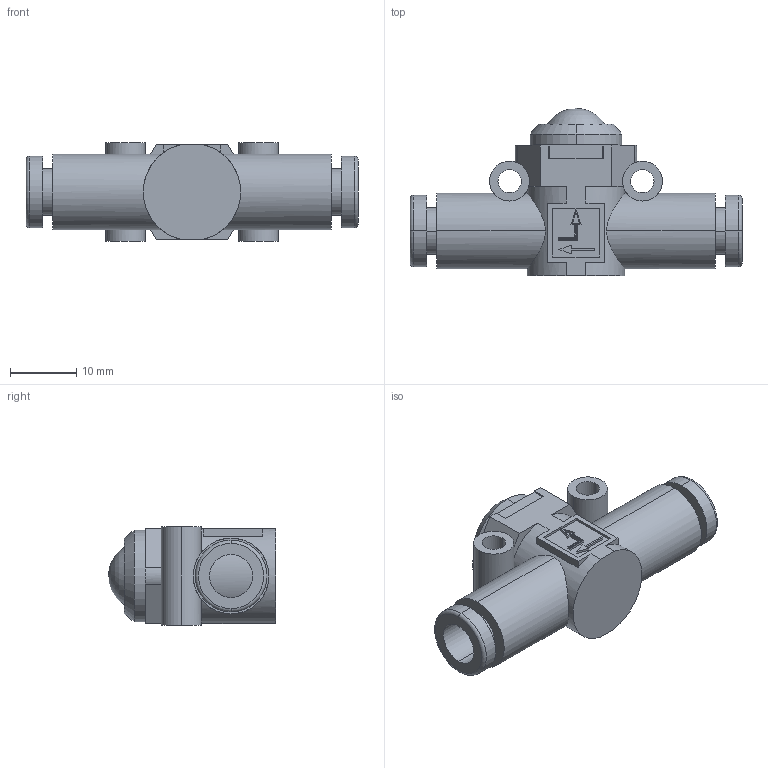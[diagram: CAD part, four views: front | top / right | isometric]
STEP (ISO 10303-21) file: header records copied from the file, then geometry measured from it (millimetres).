
FILE_DESCRIPTION (( 'STEP AP203' ), '1' );
FILE_NAME ('QEU14-S.step', '2016-02-15T19:54:51', ( '' ), ( '' ), 'SwSTEP 2.0', 'SolidWorks 2015', '' );
FILE_SCHEMA (( 'CONFIG_CONTROL_DESIGN' ));
Length unit declared in the file: millimetre
Products named in the file (1): QEU14-S
Bounding box: 50 x 25.18 x 14.8 mm (x, y, z)
Volume: 6618.8 mm3; surface area: 5400.1 mm2
Topology: 3 solids, 3 shells, 129 faces, 328 edges, 218 vertices
Faces by surface type: plane 82, cylinder 38, torus 6, cone 2, sphere 1
Entity records: 4422 total; most frequent: CARTESIAN_POINT 1185, ORIENTED_EDGE 650, DIRECTION 645, EDGE_CURVE 325, LINE 217, VECTOR 217, VERTEX_POINT 216, AXIS2_PLACEMENT_3D 214
